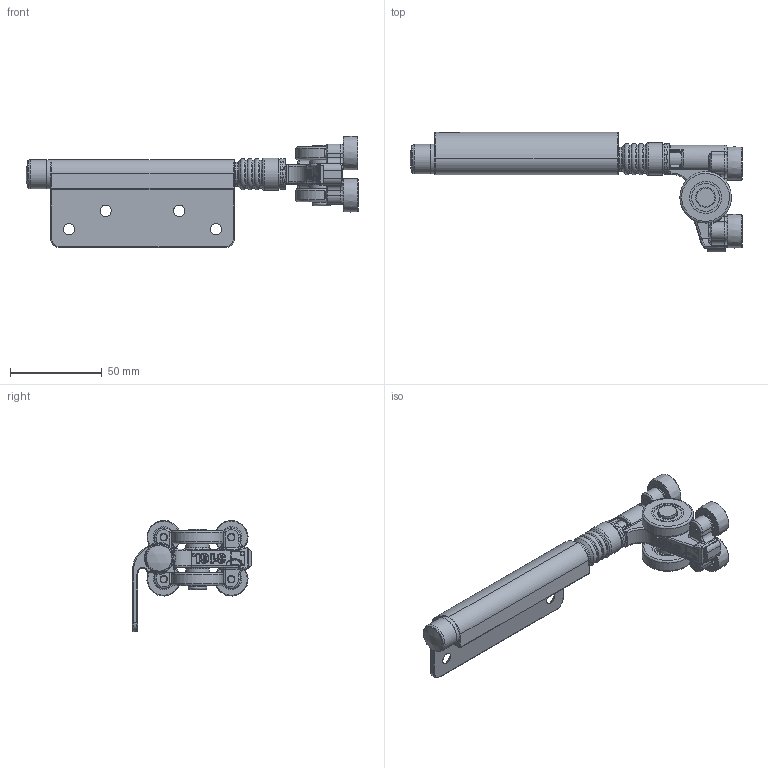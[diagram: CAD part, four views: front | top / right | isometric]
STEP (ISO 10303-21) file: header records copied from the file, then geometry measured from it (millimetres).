
FILE_DESCRIPTION(/* description */ (''),/* implementation_level */ '2;1');
FILE_NAME(/* name */ 'GH10430EHR.stp',/* time_stamp */ '2019-08-05T15:54:00+02:00',/* author */ ('DOMINIQUE'),/* organization */ (''),/* preprocessor_version */ 'ST-DEVELOPER v17.2',/* originating_system */ 'Autodesk Inventor 2019',/* authorisation */ '');
FILE_SCHEMA (('AUTOMOTIVE_DESIGN { 1 0 10303 214 3 1 1 }'));
Length unit declared in the file: millimetre
Products named in the file (18): monture extre techno moulage et CNC assemblée; 22831; GALB28N; 18038; 09071; 22520; 22844; 04698U; 22838; 22874; 22872consul101115; GALB18D; DIN 625 SKF - SKF 624; 21472; 21477; 23242; 09053; 22870
Assembly tree (24 placements, depth 3):
  monture extre techno moulage et CNC assemblée
    22831
    GALB28N  x2
      18038
      09071
    GALB18D  x4
      DIN 625 SKF - SKF 624
      21472
    21477  x4
    22520
    22844
    04698U
    22838
    22874
    22872consul101115
    23242
    09053
    22870
Bounding box: 180.68 x 65.24 x 60.51 mm (x, y, z)
Volume: 75380.1 mm3; surface area: 53251.8 mm2
Topology: 27 solids, 27 shells, 1280 faces, 3675 edges, 2429 vertices
Faces by surface type: plane 447, cylinder 291, torus 238, bspline 224, sphere 49, cone 31
Full cylindrical faces by diameter (mm): 2.4 x1, 3.3 x1, 4 x8, 4.05 x4, 4.1 x4, 4.5 x1, 5.8 x1, 6 x5, 6.1 x4, 6.5 x4, 6.88 x8, 7 x2, 7.05 x1, 7.9 x2, 8.376 x2, 9.8 x1, 10 x2, 10.1 x1, 10.12 x8, 10.7 x1, 10.84 x8, 11 x1, 11.5 x8, 13 x11, 15 x1, 15.135 x4, 15.16 x4, 15.7 x1, 16 x3, 16.2 x1
Entity records: 43791 total; most frequent: CARTESIAN_POINT 16336, ORIENTED_EDGE 5902, DIRECTION 5170, EDGE_CURVE 2951, AXIS2_PLACEMENT_3D 1987, VERTEX_POINT 1944, EDGE_LOOP 1205, LINE 1196
